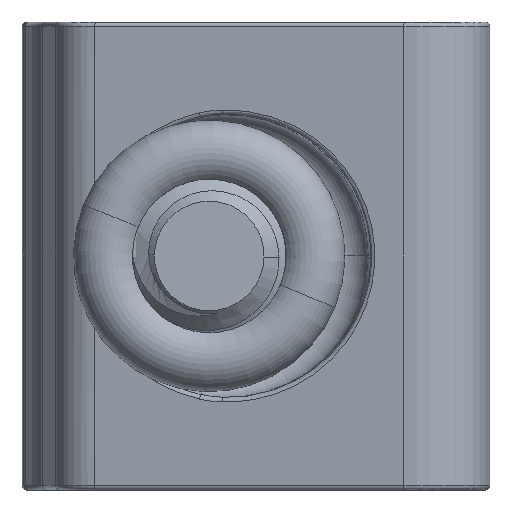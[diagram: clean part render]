
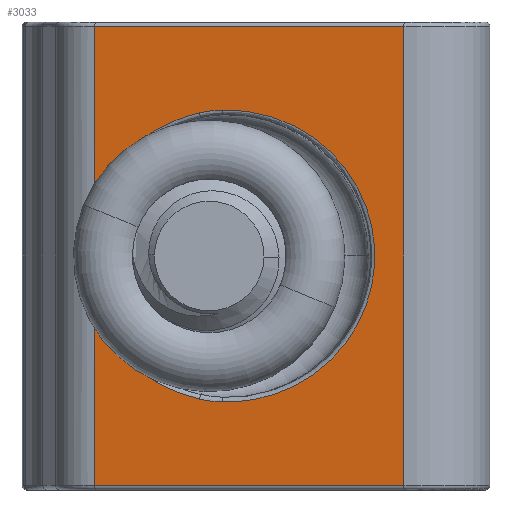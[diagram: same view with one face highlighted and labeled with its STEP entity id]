
A CAD part, front view. The second image highlights one B-rep face of the part: STEP entity #3033.
In plain terms, the highlighted planar face has unit normal (-0.148, -0.989, 0).
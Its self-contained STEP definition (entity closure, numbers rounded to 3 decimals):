
#42 = CARTESIAN_POINT ( 'NONE',  ( 10.366, -7.267, -6.35 ) ) ;
#45 = LINE ( 'NONE', #7281, #3026 ) ;
#46 = LINE ( 'NONE', #42, #4670 ) ;
#126 = EDGE_CURVE ( 'NONE', #5956, #5081, #2445, .T. ) ;
#385 = CARTESIAN_POINT ( 'NONE',  ( 1.981, -6.008, 6.223 ) ) ;
#433 = CARTESIAN_POINT ( 'NONE',  ( 2.877, -6.143, -2.864 ) ) ;
#471 = CARTESIAN_POINT ( 'NONE',  ( 7.847, -6.889, -4.035 ) ) ;
#484 = B_SPLINE_CURVE_WITH_KNOTS ( 'NONE', 3,
 ( #1115, #5533, #3065, #7422 ),
 .UNSPECIFIED., .F., .F.,
 ( 4, 4 ),
 ( 0., 0.001 ),
 .UNSPECIFIED. ) ;
#575 = VERTEX_POINT ( 'NONE', #6730 ) ;
#632 = DIRECTION ( 'NONE',  ( 0.989, -0.148, 0. ) ) ;
#713 = CARTESIAN_POINT ( 'NONE',  ( 1.032, -5.866, -6.35 ) ) ;
#769 = EDGE_CURVE ( 'NONE', #1955, #3332, #46, .T. ) ;
#852 = CARTESIAN_POINT ( 'NONE',  ( 1.981, -6.008, -6.35 ) ) ;
#856 = ORIENTED_EDGE ( 'NONE', *, *, #2213, .T. ) ;
#940 = LINE ( 'NONE', #385, #4096 ) ;
#1063 = CARTESIAN_POINT ( 'NONE',  ( 2.267, -6.051, -2.122 ) ) ;
#1115 = CARTESIAN_POINT ( 'NONE',  ( 5.438, -6.527, -3.96 ) ) ;
#1400 = CARTESIAN_POINT ( 'NONE',  ( 2.655, -6.11, 2.635 ) ) ;
#1430 = CARTESIAN_POINT ( 'NONE',  ( 1.981, -6.008, -6.223 ) ) ;
#1705 = CARTESIAN_POINT ( 'NONE',  ( 1.981, -6.008, -1.548 ) ) ;
#1744 = PLANE ( 'NONE',  #4641 ) ;
#1788 = CARTESIAN_POINT ( 'NONE',  ( 5.438, -6.527, -3.96 ) ) ;
#1893 = ORIENTED_EDGE ( 'NONE', *, *, #5146, .T. ) ;
#1955 = VERTEX_POINT ( 'NONE', #7592 ) ;
#2044 = CARTESIAN_POINT ( 'NONE',  ( 3.368, -6.217, 3.265 ) ) ;
#2114 = CARTESIAN_POINT ( 'NONE',  ( 4.823, -6.435, 3.884 ) ) ;
#2213 = EDGE_CURVE ( 'NONE', #3332, #4024, #940, .T. ) ;
#2254 = CARTESIAN_POINT ( 'NONE',  ( 10.366, -7.267, 6.223 ) ) ;
#2326 = CARTESIAN_POINT ( 'NONE',  ( 4.823, -6.435, -3.884 ) ) ;
#2354 = CARTESIAN_POINT ( 'NONE',  ( 1.981, -6.008, 6.223 ) ) ;
#2364 = CARTESIAN_POINT ( 'NONE',  ( 5.438, -6.527, 3.96 ) ) ;
#2445 = B_SPLINE_CURVE_WITH_KNOTS ( 'NONE', 3,
 ( #2114, #5222, #6442, #6466 ),
 .UNSPECIFIED., .F., .F.,
 ( 4, 4 ),
 ( 0., 0.001 ),
 .UNSPECIFIED. ) ;
#2456 = ORIENTED_EDGE ( 'NONE', *, *, #769, .T. ) ;
#2506 = EDGE_LOOP ( 'NONE', ( #6944, #7049, #2456, #856, #7143, #7938, #4988, #4626, #1893, #6024 ) ) ;
#2680 = CARTESIAN_POINT ( 'NONE',  ( 4.212, -6.343, 3.712 ) ) ;
#2881 = VERTEX_POINT ( 'NONE', #1430 ) ;
#2883 = CARTESIAN_POINT ( 'NONE',  ( 1.981, -6.008, 1.548 ) ) ;
#2902 = EDGE_CURVE ( 'NONE', #4024, #4403, #4880, .T. ) ;
#2916 = DIRECTION ( 'NONE',  ( 0.989, -0.148, 0. ) ) ;
#3026 = VECTOR ( 'NONE', #2916, 1000. ) ;
#3033 = ADVANCED_FACE ( 'NONE', ( #5560 ), #1744, .T. ) ;
#3065 = CARTESIAN_POINT ( 'NONE',  ( 5.026, -6.465, -3.928 ) ) ;
#3293 = CARTESIAN_POINT ( 'NONE',  ( 4.823, -6.435, 3.884 ) ) ;
#3332 = VERTEX_POINT ( 'NONE', #2254 ) ;
#3390 = EDGE_CURVE ( 'NONE', #2881, #1955, #45, .T. ) ;
#3565 = CARTESIAN_POINT ( 'NONE',  ( 4.212, -6.343, -3.712 ) ) ;
#3608 = CARTESIAN_POINT ( 'NONE',  ( 9.578, -7.149, 2.379 ) ) ;
#3651 = B_SPLINE_CURVE_WITH_KNOTS ( 'NONE', 3,
 ( #3893, #6363, #5159, #1400, #5787, #2044, #6393, #2680, #7037, #3293 ),
 .UNSPECIFIED., .F., .F.,
 ( 4, 2, 2, 2, 4 ),
 ( 0., 0.001, 0.002, 0.003, 0.004 ),
 .UNSPECIFIED. ) ;
#3893 = CARTESIAN_POINT ( 'NONE',  ( 1.981, -6.008, 1.548 ) ) ;
#4024 = VERTEX_POINT ( 'NONE', #2354 ) ;
#4036 = DIRECTION ( 'NONE',  ( -0.148, -0.989, 0. ) ) ;
#4096 = VECTOR ( 'NONE', #5838, 1000. ) ;
#4173 = DIRECTION ( 'NONE',  ( 0., 0., 1. ) ) ;
#4194 = CARTESIAN_POINT ( 'NONE',  ( 3.368, -6.217, -3.265 ) ) ;
#4237 = CARTESIAN_POINT ( 'NONE',  ( 9.578, -7.149, -2.379 ) ) ;
#4264 = B_SPLINE_CURVE_WITH_KNOTS ( 'NONE', 3,
 ( #2326, #6051, #3565, #7942, #4194, #433, #4834, #1063, #5451, #1705 ),
 .UNSPECIFIED., .F., .F.,
 ( 4, 2, 2, 2, 4 ),
 ( 0., 0.001, 0.002, 0.003, 0.004 ),
 .UNSPECIFIED. ) ;
#4403 = VERTEX_POINT ( 'NONE', #2883 ) ;
#4626 = ORIENTED_EDGE ( 'NONE', *, *, #7380, .T. ) ;
#4641 = AXIS2_PLACEMENT_3D ( 'NONE', #713, #4036, #632 ) ;
#4670 = VECTOR ( 'NONE', #4173, 1000. ) ;
#4834 = CARTESIAN_POINT ( 'NONE',  ( 2.655, -6.11, -2.635 ) ) ;
#4856 = CARTESIAN_POINT ( 'NONE',  ( 5.438, -6.527, 3.96 ) ) ;
#4867 = CARTESIAN_POINT ( 'NONE',  ( 5.438, -6.527, -3.96 ) ) ;
#4880 = LINE ( 'NONE', #6829, #7607 ) ;
#4988 = ORIENTED_EDGE ( 'NONE', *, *, #126, .T. ) ;
#5081 = VERTEX_POINT ( 'NONE', #4856 ) ;
#5146 = EDGE_CURVE ( 'NONE', #6052, #575, #484, .T. ) ;
#5159 = CARTESIAN_POINT ( 'NONE',  ( 2.267, -6.051, 2.122 ) ) ;
#5222 = CARTESIAN_POINT ( 'NONE',  ( 5.026, -6.465, 3.928 ) ) ;
#5255 = DIRECTION ( 'NONE',  ( 0., 0., -1. ) ) ;
#5451 = CARTESIAN_POINT ( 'NONE',  ( 2.107, -6.027, -1.845 ) ) ;
#5463 = CARTESIAN_POINT ( 'NONE',  ( 7.847, -6.889, 4.035 ) ) ;
#5533 = CARTESIAN_POINT ( 'NONE',  ( 5.231, -6.496, -3.954 ) ) ;
#5560 = FACE_OUTER_BOUND ( 'NONE', #2506, .T. ) ;
#5661 = EDGE_CURVE ( 'NONE', #4403, #5956, #3651, .T. ) ;
#5787 = CARTESIAN_POINT ( 'NONE',  ( 2.877, -6.143, 2.864 ) ) ;
#5800 =( BOUNDED_CURVE ( )  B_SPLINE_CURVE ( 3, ( #2364, #5463, #3608, #7987, #4237, #471, #4867 ),
 .UNSPECIFIED., .F., .F. ) 
 B_SPLINE_CURVE_WITH_KNOTS ( ( 4, 3, 4 ),
 ( 1.539, 3.142, 4.744 ),
 .UNSPECIFIED. ) 
 CURVE ( )  GEOMETRIC_REPRESENTATION_ITEM ( )  RATIONAL_B_SPLINE_CURVE ( ( 1., 0.797, 0.797, 1., 0.797, 0.797, 1. ) ) 
 REPRESENTATION_ITEM ( '' )  );
#5838 = DIRECTION ( 'NONE',  ( -0.989, 0.148, 0. ) ) ;
#5946 = EDGE_CURVE ( 'NONE', #575, #8059, #4264, .T. ) ;
#5956 = VERTEX_POINT ( 'NONE', #7340 ) ;
#6024 = ORIENTED_EDGE ( 'NONE', *, *, #5946, .T. ) ;
#6051 = CARTESIAN_POINT ( 'NONE',  ( 4.511, -6.388, -3.815 ) ) ;
#6052 = VERTEX_POINT ( 'NONE', #1788 ) ;
#6084 = CARTESIAN_POINT ( 'NONE',  ( 1.981, -6.008, -1.548 ) ) ;
#6140 = VECTOR ( 'NONE', #5255, 1000. ) ;
#6363 = CARTESIAN_POINT ( 'NONE',  ( 2.107, -6.027, 1.845 ) ) ;
#6393 = CARTESIAN_POINT ( 'NONE',  ( 3.642, -6.258, 3.438 ) ) ;
#6442 = CARTESIAN_POINT ( 'NONE',  ( 5.231, -6.496, 3.954 ) ) ;
#6466 = CARTESIAN_POINT ( 'NONE',  ( 5.438, -6.527, 3.96 ) ) ;
#6730 = CARTESIAN_POINT ( 'NONE',  ( 4.823, -6.435, -3.884 ) ) ;
#6784 = EDGE_CURVE ( 'NONE', #8059, #2881, #7423, .T. ) ;
#6829 = CARTESIAN_POINT ( 'NONE',  ( 1.981, -6.008, -6.35 ) ) ;
#6944 = ORIENTED_EDGE ( 'NONE', *, *, #6784, .T. ) ;
#7037 = CARTESIAN_POINT ( 'NONE',  ( 4.511, -6.388, 3.815 ) ) ;
#7049 = ORIENTED_EDGE ( 'NONE', *, *, #3390, .T. ) ;
#7143 = ORIENTED_EDGE ( 'NONE', *, *, #2902, .T. ) ;
#7281 = CARTESIAN_POINT ( 'NONE',  ( 1.032, -5.866, -6.223 ) ) ;
#7340 = CARTESIAN_POINT ( 'NONE',  ( 4.823, -6.435, 3.884 ) ) ;
#7380 = EDGE_CURVE ( 'NONE', #5081, #6052, #5800, .T. ) ;
#7422 = CARTESIAN_POINT ( 'NONE',  ( 4.823, -6.435, -3.884 ) ) ;
#7423 = LINE ( 'NONE', #852, #6140 ) ;
#7592 = CARTESIAN_POINT ( 'NONE',  ( 10.366, -7.267, -6.223 ) ) ;
#7607 = VECTOR ( 'NONE', #8072, 1000. ) ;
#7938 = ORIENTED_EDGE ( 'NONE', *, *, #5661, .T. ) ;
#7942 = CARTESIAN_POINT ( 'NONE',  ( 3.642, -6.258, -3.438 ) ) ;
#7987 = CARTESIAN_POINT ( 'NONE',  ( 9.578, -7.149, 0. ) ) ;
#8059 = VERTEX_POINT ( 'NONE', #6084 ) ;
#8072 = DIRECTION ( 'NONE',  ( 0., 0., -1. ) ) ;
